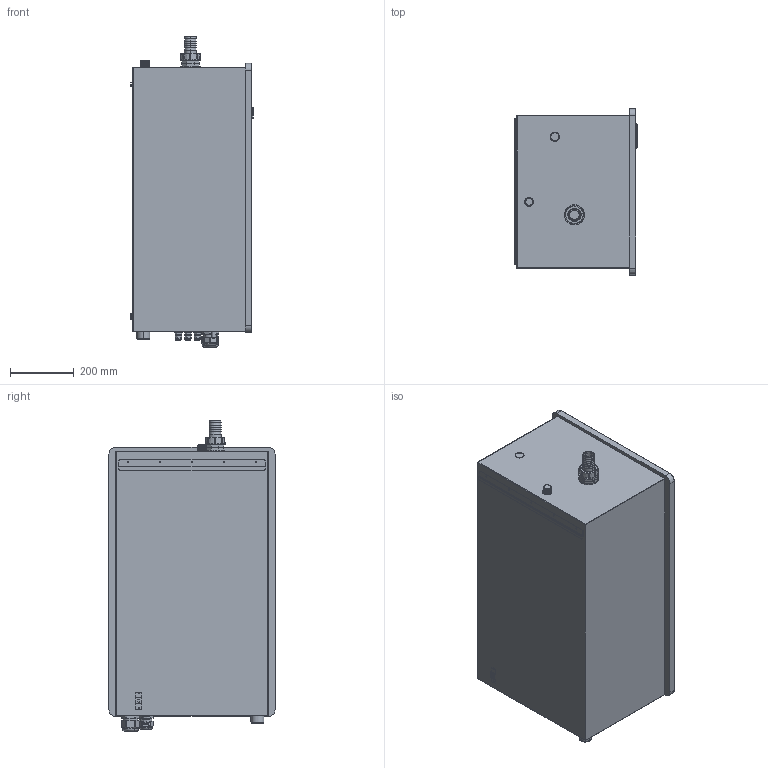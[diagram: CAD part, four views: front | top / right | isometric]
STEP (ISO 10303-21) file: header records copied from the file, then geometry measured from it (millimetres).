
FILE_DESCRIPTION((''),'2;1');
FILE_NAME('INGOMBRI_ZEPHIR_LARGE','2023-07-13T',('mcortina'),(''),'CREO PARAMETRIC BY PTC INC, 2016050','CREO PARAMETRIC BY PTC INC, 2016050','');
FILE_SCHEMA(('AUTOMOTIVE_DESIGN { 1 0 10303 214 1 1 1 1 }'));
Length unit declared in the file: millimetre
Products named in the file (1): INGOMBRI_ZEPHIR_LARGE
Bounding box: 383.9 x 522.4 x 975.9 mm (x, y, z)
Volume: 151098913.1 mm3; surface area: 1958948.3 mm2
Topology: 1 solids, 17 shells, 780 faces, 1887 edges, 1200 vertices
Faces by surface type: plane 394, cylinder 281, cone 39, torus 37, sphere 16, bspline 9, extrusion 4
Entity records: 26047 total; most frequent: CARTESIAN_POINT 7479, DIRECTION 3937, ORIENTED_EDGE 3750, EDGE_CURVE 1875, AXIS2_PLACEMENT_3D 1435, VERTEX_POINT 1200, VECTOR 1067, LINE 1063
